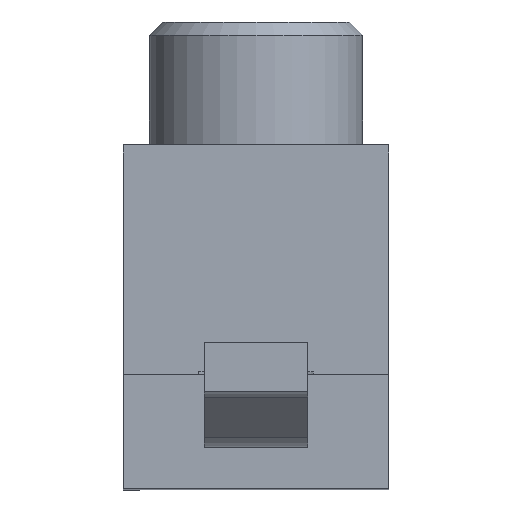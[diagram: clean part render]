
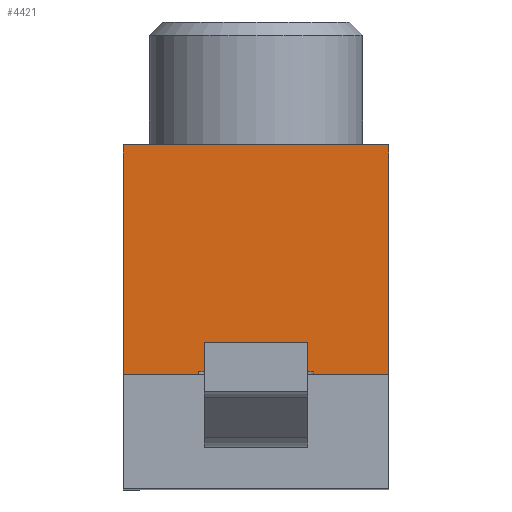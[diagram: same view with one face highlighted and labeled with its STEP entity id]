
A CAD part, top view. The second image highlights one B-rep face of the part: STEP entity #4421.
In plain terms, the highlighted planar face has unit normal (0, 0, 1).
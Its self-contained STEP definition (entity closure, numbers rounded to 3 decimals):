
#503=FACE_OUTER_BOUND('',#750,.T.);
#750=EDGE_LOOP('',(#3612,#3613,#3614,#3615));
#898=LINE('',#6060,#1308);
#1132=LINE('',#7505,#1542);
#1136=LINE('',#7512,#1546);
#1137=LINE('',#7513,#1547);
#1308=VECTOR('',#4965,16.2);
#1542=VECTOR('',#5527,14.);
#1546=VECTOR('',#5535,14.);
#1547=VECTOR('',#5536,16.2);
#1725=VERTEX_POINT('',#6056);
#1726=VERTEX_POINT('',#6058);
#1972=VERTEX_POINT('',#7504);
#1973=VERTEX_POINT('',#7511);
#2154=EDGE_CURVE('',#1725,#1726,#898,.T.);
#2544=EDGE_CURVE('',#1972,#1726,#1132,.T.);
#2549=EDGE_CURVE('',#1725,#1973,#1136,.T.);
#2550=EDGE_CURVE('',#1973,#1972,#1137,.T.);
#3612=ORIENTED_EDGE('',*,*,#2549,.F.);
#3613=ORIENTED_EDGE('',*,*,#2154,.T.);
#3614=ORIENTED_EDGE('',*,*,#2544,.F.);
#3615=ORIENTED_EDGE('',*,*,#2550,.F.);
#4014=PLANE('',#4712);
#4421=ADVANCED_FACE('',(#503),#4014,.T.);
#4712=AXIS2_PLACEMENT_3D('',#7510,#5533,#5534);
#4965=DIRECTION('',(1.,0.,0.));
#5527=DIRECTION('',(0.,-1.,0.));
#5533=DIRECTION('center_axis',(0.,0.,
1.));
#5534=DIRECTION('ref_axis',(1.,0.,0.));
#5535=DIRECTION('',(0.,1.,0.));
#5536=DIRECTION('',(1.,0.,0.));
#6056=CARTESIAN_POINT('',(-25.159,9.857,21.02));
#6058=CARTESIAN_POINT('',(-8.959,9.857,21.02));
#6060=CARTESIAN_POINT('',(-21.134,9.857,21.02));
#7504=CARTESIAN_POINT('',(-8.959,23.857,21.02));
#7505=CARTESIAN_POINT('',(-8.959,16.972,21.02));
#7510=CARTESIAN_POINT('Origin',(-17.059,16.861,21.02));
#7511=CARTESIAN_POINT('',(-25.159,23.857,21.02));
#7512=CARTESIAN_POINT('',(-25.159,6.357,21.02));
#7513=CARTESIAN_POINT('',(-21.109,23.857,21.02));
